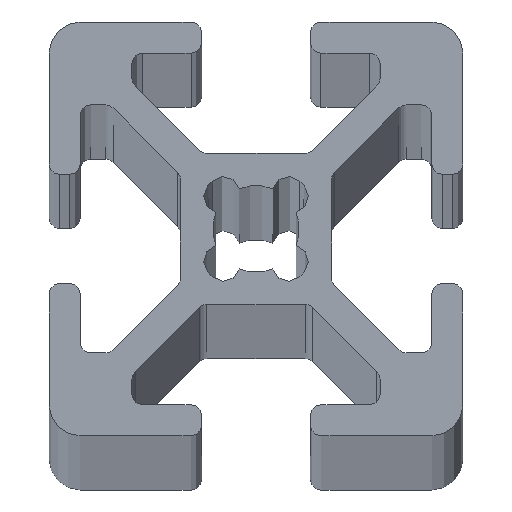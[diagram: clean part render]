
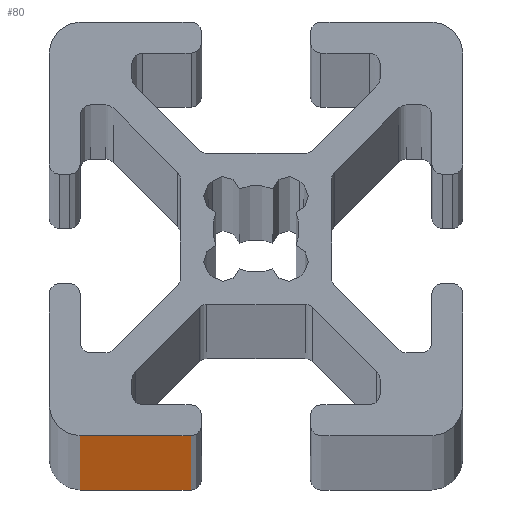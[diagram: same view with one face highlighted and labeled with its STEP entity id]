
A CAD part, top view. The second image highlights one B-rep face of the part: STEP entity #80.
In plain terms, the highlighted planar face has unit normal (0, -1, 0).
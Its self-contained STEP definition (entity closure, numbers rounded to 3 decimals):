
#80 = ADVANCED_FACE( '', ( #192 ), #193, .T. );
#192 = FACE_OUTER_BOUND( '', #406, .T. );
#193 = PLANE( '', #407 );
#406 = EDGE_LOOP( '', ( #645, #646, #647, #648 ) );
#407 = AXIS2_PLACEMENT_3D( '', #649, #650, #651 );
#645 = ORIENTED_EDGE( '', *, *, #1569, .F. );
#646 = ORIENTED_EDGE( '', *, *, #1568, .F. );
#647 = ORIENTED_EDGE( '', *, *, #1570, .T. );
#648 = ORIENTED_EDGE( '', *, *, #1571, .T. );
#649 = CARTESIAN_POINT( '', ( -8.5, -10., -1500. ) );
#650 = DIRECTION( '', ( 0., -1., 0. ) );
#651 = DIRECTION( '', ( 0., 0., -1. ) );
#1568 = EDGE_CURVE( '', #1892, #1890, #1894, .T. );
#1569 = EDGE_CURVE( '', #1890, #1895, #1896, .T. );
#1570 = EDGE_CURVE( '', #1892, #1897, #1898, .T. );
#1571 = EDGE_CURVE( '', #1897, #1895, #1899, .T. );
#1890 = VERTEX_POINT( '', #2420 );
#1892 = VERTEX_POINT( '', #2422 );
#1894 = LINE( '', #2424, #2425 );
#1895 = VERTEX_POINT( '', #2426 );
#1896 = LINE( '', #2427, #2428 );
#1897 = VERTEX_POINT( '', #2429 );
#1898 = LINE( '', #2430, #2431 );
#1899 = LINE( '', #2432, #2433 );
#2420 = CARTESIAN_POINT( '', ( -8.5, -10., 0. ) );
#2422 = CARTESIAN_POINT( '', ( -8.5, -10., -1500. ) );
#2424 = CARTESIAN_POINT( '', ( -8.5, -10., -1500. ) );
#2425 = VECTOR( '', #3132, 1000. );
#2426 = CARTESIAN_POINT( '', ( -3.138, -10., 0. ) );
#2427 = CARTESIAN_POINT( '', ( -8.5, -10., 0. ) );
#2428 = VECTOR( '', #3133, 1000. );
#2429 = CARTESIAN_POINT( '', ( -3.138, -10., -1500. ) );
#2430 = CARTESIAN_POINT( '', ( -8.5, -10., -1500. ) );
#2431 = VECTOR( '', #3134, 1000. );
#2432 = CARTESIAN_POINT( '', ( -3.138, -10., -1500. ) );
#2433 = VECTOR( '', #3135, 1000. );
#3132 = DIRECTION( '', ( 0., 0., 1. ) );
#3133 = DIRECTION( '', ( 1., 0., 0. ) );
#3134 = DIRECTION( '', ( 1., 0., 0. ) );
#3135 = DIRECTION( '', ( 0., 0., 1. ) );
